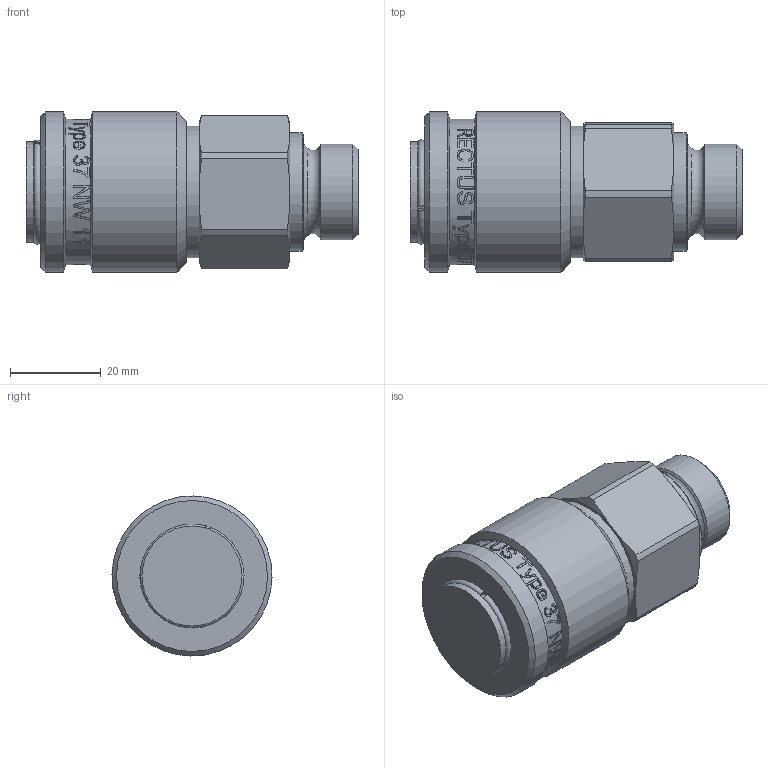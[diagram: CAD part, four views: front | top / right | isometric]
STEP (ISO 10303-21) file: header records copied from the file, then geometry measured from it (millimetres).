
FILE_DESCRIPTION((''),'2;1');
FILE_NAME('37kaaw21mpn.stp','2013-06-14T10:15:40',('IA176480'),(''),'Autodesk Inventor 2013','Autodesk Inventor 2013','');
FILE_SCHEMA(('AUTOMOTIVE_DESIGN { 1 0 10303 214 1 1 1 1 }'));
Length unit declared in the file: millimetre
Products named in the file (1): D106867
Bounding box: 73 x 35.19 x 35.19 mm (x, y, z)
Volume: 48516.3 mm3; surface area: 14742 mm2
Topology: 1 solids, 1 shells, 499 faces, 1315 edges, 868 vertices
Faces by surface type: bspline 239, plane 173, cylinder 60, cone 23, torus 4
Full cylindrical faces by diameter (mm): 20.6 x1, 20.955 x1, 22 x2, 22.103 x1, 22.4 x1, 23.974 x1, 24 x2, 26 x1, 29 x1, 29.2 x1, 29.9 x1, 32 x1, 35.2 x2
Entity records: 68314 total; most frequent: CARTESIAN_POINT 57871, ORIENTED_EDGE 2562, DIRECTION 1311, EDGE_CURVE 1281, VERTEX_POINT 863, B_SPLINE_CURVE_WITH_KNOTS 624, EDGE_LOOP 580, FACE_OUTER_BOUND 499
